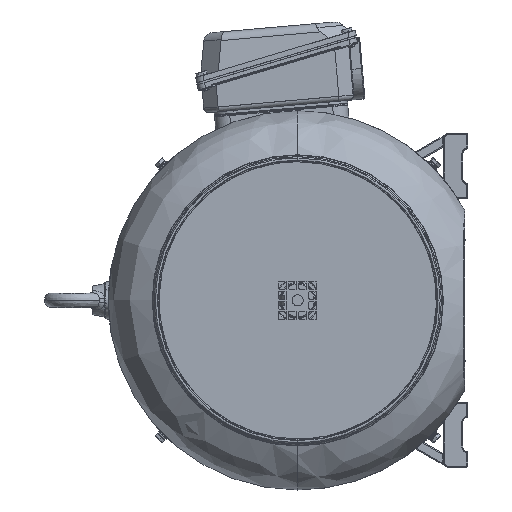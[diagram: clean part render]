
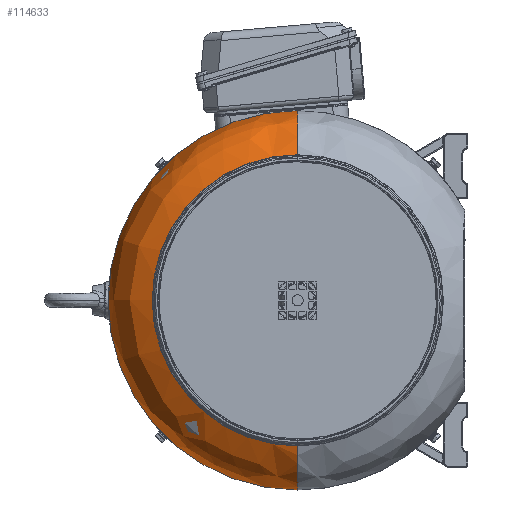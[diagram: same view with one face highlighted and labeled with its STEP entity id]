
A CAD part, left-side view. The second image highlights one B-rep face of the part: STEP entity #114633.
In plain terms, the highlighted free-form (B-spline) face has degree [3, 3] with [4, 4] control points.
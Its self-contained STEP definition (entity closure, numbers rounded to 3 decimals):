
#2005 = EDGE_CURVE ( 'NONE', #88201, #38034, #107342, .T. ) ;
#2814 = VERTEX_POINT ( 'NONE', #183662 ) ;
#3711 = FACE_OUTER_BOUND ( 'NONE', #194828, .T. ) ;
#11741 = CARTESIAN_POINT ( 'NONE',  ( -104., 0., 198.5 ) ) ;
#26931 = CARTESIAN_POINT ( 'NONE',  ( -157.526, 0., -180.836 ) ) ;
#35352 = ORIENTED_EDGE ( 'NONE', *, *, #110425, .T. ) ;
#38034 = VERTEX_POINT ( 'NONE', #164126 ) ;
#40243 = ORIENTED_EDGE ( 'NONE', *, *, #57909, .T. ) ;
#42039 = CARTESIAN_POINT ( 'NONE',  ( -133.678, 397., -198.5 ) ) ;
#42754 = CARTESIAN_POINT ( 'NONE',  ( -157.526, 361.672, -180.836 ) ) ;
#56545 = CARTESIAN_POINT ( 'NONE',  ( -133.678, 0., -198.5 ) ) ;
#57246 = CARTESIAN_POINT ( 'NONE',  ( -104., 397., 198.5 ) ) ;
#57909 = EDGE_CURVE ( 'NONE', #154854, #38034, #122609, .T. ) ;
#58999 = DIRECTION ( 'NONE',  ( 0., -1., 0. ) ) ;
#69400 = DIRECTION ( 'NONE',  ( 1., 0., 0. ) ) ;
#70291 = CARTESIAN_POINT ( 'NONE',  ( -166.177, 304.894, -152.447 ) ) ;
#74341 = CARTESIAN_POINT ( 'NONE',  ( -166.177, 0., -152.447 ) ) ;
#81126 = DIRECTION ( 'NONE',  ( -1., 0., 0. ) ) ;
#83724 = AXIS2_PLACEMENT_3D ( 'NONE', #183692, #58999, #89244 ) ;
#88201 = VERTEX_POINT ( 'NONE', #186839 ) ;
#89244 = DIRECTION ( 'NONE',  ( 0., 0., -1. ) ) ;
#96491 = CIRCLE ( 'NONE', #115803, 152.447 ) ;
#96674 = CIRCLE ( 'NONE', #181087, 65. ) ;
#104439 =( BOUNDED_SURFACE ( )  B_SPLINE_SURFACE ( 3, 3, ( 
 ( #164639, #163983, #70291, #74341 ),
 ( #122453, #153537, #42754, #26931 ),
 ( #119744, #168070, #42039, #56545 ),
 ( #11741, #57246, #137658, #121108 ) ),
 .UNSPECIFIED., .F., .F., .T. ) 
 B_SPLINE_SURFACE_WITH_KNOTS ( ( 4, 4 ),
 ( 4, 4 ),
 ( 0., 1. ),
 ( 0., 1. ),
 .UNSPECIFIED. ) 
 GEOMETRIC_REPRESENTATION_ITEM ( )  RATIONAL_B_SPLINE_SURFACE ( (
 ( 1., 0.333, 0.333, 1.),
 ( 0.869, 0.29, 0.29, 0.869),
 ( 0.869, 0.29, 0.29, 0.869),
 ( 1., 0.333, 0.333, 1.) ) ) 
 REPRESENTATION_ITEM ( '' )  SURFACE ( )  );
#106499 = ORIENTED_EDGE ( 'NONE', *, *, #2005, .F. ) ;
#107342 = CIRCLE ( 'NONE', #83724, 65. ) ;
#110425 = EDGE_CURVE ( 'NONE', #2814, #154854, #96674, .T. ) ;
#112046 = CARTESIAN_POINT ( 'NONE',  ( -104., 0., 0. ) ) ;
#112245 = DIRECTION ( 'NONE',  ( 0., 1., 0. ) ) ;
#112715 = DIRECTION ( 'NONE',  ( 0., 0., 1. ) ) ;
#114633 = ADVANCED_FACE ( 'NONE', ( #3711 ), #104439, .T. ) ;
#115803 = AXIS2_PLACEMENT_3D ( 'NONE', #165108, #69400, #179621 ) ;
#119744 = CARTESIAN_POINT ( 'NONE',  ( -133.678, 0., 198.5 ) ) ;
#121108 = CARTESIAN_POINT ( 'NONE',  ( -104., 0., -198.5 ) ) ;
#122453 = CARTESIAN_POINT ( 'NONE',  ( -157.526, 0., 180.836 ) ) ;
#122609 = CIRCLE ( 'NONE', #192068, 198.5 ) ;
#137658 = CARTESIAN_POINT ( 'NONE',  ( -104., 397., -198.5 ) ) ;
#149997 = EDGE_CURVE ( 'NONE', #88201, #2814, #96491, .T. ) ;
#153537 = CARTESIAN_POINT ( 'NONE',  ( -157.526, 361.672, 180.836 ) ) ;
#154854 = VERTEX_POINT ( 'NONE', #203593 ) ;
#160515 = DIRECTION ( 'NONE',  ( 0., 0., 1. ) ) ;
#163983 = CARTESIAN_POINT ( 'NONE',  ( -166.177, 304.894, 152.447 ) ) ;
#164126 = CARTESIAN_POINT ( 'NONE',  ( -104., 0., -198.5 ) ) ;
#164639 = CARTESIAN_POINT ( 'NONE',  ( -166.177, 0., 152.447 ) ) ;
#165108 = CARTESIAN_POINT ( 'NONE',  ( -166.177, 0., 0. ) ) ;
#168070 = CARTESIAN_POINT ( 'NONE',  ( -133.678, 397., 198.5 ) ) ;
#179621 = DIRECTION ( 'NONE',  ( 0., 0., 1. ) ) ;
#181087 = AXIS2_PLACEMENT_3D ( 'NONE', #188841, #112245, #160515 ) ;
#183662 = CARTESIAN_POINT ( 'NONE',  ( -166.177, 0., 152.447 ) ) ;
#183692 = CARTESIAN_POINT ( 'NONE',  ( -104., 0., -133.5 ) ) ;
#186839 = CARTESIAN_POINT ( 'NONE',  ( -166.177, 0., -152.447 ) ) ;
#188841 = CARTESIAN_POINT ( 'NONE',  ( -104., 0., 133.5 ) ) ;
#192068 = AXIS2_PLACEMENT_3D ( 'NONE', #112046, #81126, #112715 ) ;
#194828 = EDGE_LOOP ( 'NONE', ( #106499, #202230, #35352, #40243 ) ) ;
#202230 = ORIENTED_EDGE ( 'NONE', *, *, #149997, .T. ) ;
#203593 = CARTESIAN_POINT ( 'NONE',  ( -104., 0., 198.5 ) ) ;
